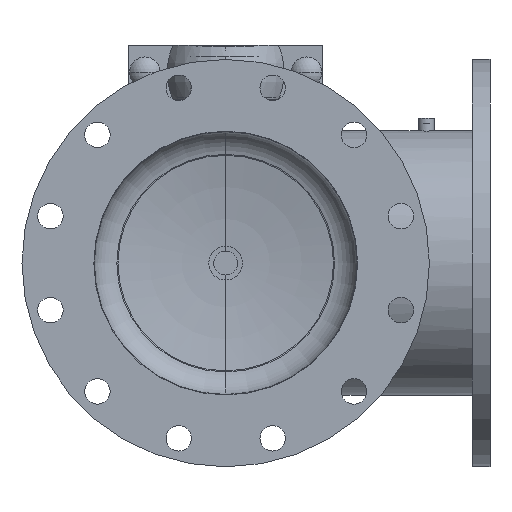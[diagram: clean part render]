
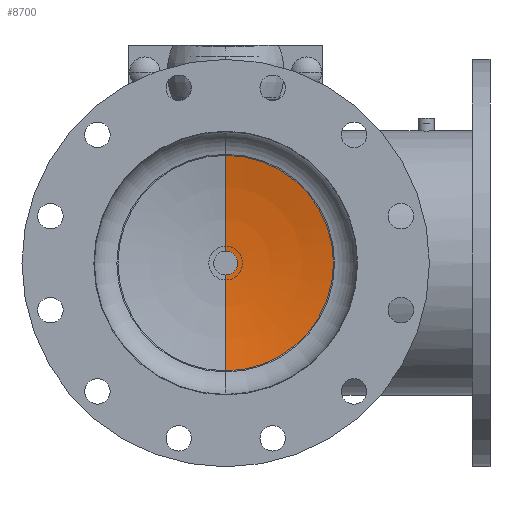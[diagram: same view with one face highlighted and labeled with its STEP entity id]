
A CAD part, front view. The second image highlights one B-rep face of the part: STEP entity #8700.
In plain terms, the highlighted toroidal (fillet/blend) face has major radius 0.201 mm and minor radius 503 mm.
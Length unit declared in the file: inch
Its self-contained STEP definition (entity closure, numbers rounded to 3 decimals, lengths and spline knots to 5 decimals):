
#361 = CARTESIAN_POINT ( 'NONE',  ( 0., 49.7404, 4.23247 ) ) ;
#438 = AXIS2_PLACEMENT_3D ( 'NONE', #8977, #4951, #3198 ) ;
#682 = VERTEX_POINT ( 'NONE', #4783 ) ;
#1245 = CIRCLE ( 'NONE', #9048, 4.23247 ) ;
#1384 = CIRCLE ( 'NONE', #8179, 0.46815 ) ;
#1406 = VERTEX_POINT ( 'NONE', #361 ) ;
#1580 = DIRECTION ( 'NONE',  ( 0., 0., -1. ) ) ;
#1749 = CARTESIAN_POINT ( 'NONE',  ( 0., 49.7404, 0. ) ) ;
#1843 = DIRECTION ( 'NONE',  ( 0., -1., 0. ) ) ;
#1958 = CARTESIAN_POINT ( 'NONE',  ( 0., 30.39311, 0.0079 ) ) ;
#2288 = EDGE_LOOP ( 'NONE', ( #4301, #5882, #7027, #6357 ) ) ;
#2573 = DIRECTION ( 'NONE',  ( 0., -1., 0. ) ) ;
#2863 = EDGE_CURVE ( 'NONE', #3852, #682, #1384, .T. ) ;
#2962 = AXIS2_PLACEMENT_3D ( 'NONE', #10012, #1843, #6710 ) ;
#2990 = TOROIDAL_SURFACE ( 'NONE', #2962, 0.0079, 19.80315 ) ;
#3121 = CARTESIAN_POINT ( 'NONE',  ( 0., 50.19091, 0. ) ) ;
#3198 = DIRECTION ( 'NONE',  ( 0., 0., 1. ) ) ;
#3308 = EDGE_CURVE ( 'NONE', #3852, #8410, #7914, .T. ) ;
#3617 = FACE_OUTER_BOUND ( 'NONE', #2288, .T. ) ;
#3852 = VERTEX_POINT ( 'NONE', #8223 ) ;
#4148 = DIRECTION ( 'NONE',  ( 0., 0., -1. ) ) ;
#4301 = ORIENTED_EDGE ( 'NONE', *, *, #6526, .F. ) ;
#4710 = EDGE_CURVE ( 'NONE', #8410, #1406, #1245, .T. ) ;
#4766 = DIRECTION ( 'NONE',  ( 0., -1., 0. ) ) ;
#4783 = CARTESIAN_POINT ( 'NONE',  ( 0., 50.19091, 0.46815 ) ) ;
#4951 = DIRECTION ( 'NONE',  ( -1., 0., 0. ) ) ;
#5347 = AXIS2_PLACEMENT_3D ( 'NONE', #1958, #5969, #8347 ) ;
#5814 = CARTESIAN_POINT ( 'NONE',  ( 0., 49.7404, -4.23247 ) ) ;
#5882 = ORIENTED_EDGE ( 'NONE', *, *, #2863, .F. ) ;
#5969 = DIRECTION ( 'NONE',  ( 1., 0., 0. ) ) ;
#6357 = ORIENTED_EDGE ( 'NONE', *, *, #4710, .T. ) ;
#6526 = EDGE_CURVE ( 'NONE', #682, #1406, #9015, .T. ) ;
#6710 = DIRECTION ( 'NONE',  ( 0., 0., -1. ) ) ;
#7027 = ORIENTED_EDGE ( 'NONE', *, *, #3308, .T. ) ;
#7914 = CIRCLE ( 'NONE', #438, 19.80315 ) ;
#8179 = AXIS2_PLACEMENT_3D ( 'NONE', #3121, #4766, #1580 ) ;
#8223 = CARTESIAN_POINT ( 'NONE',  ( 0., 50.19091, -0.46815 ) ) ;
#8347 = DIRECTION ( 'NONE',  ( 0., 0., -1. ) ) ;
#8410 = VERTEX_POINT ( 'NONE', #5814 ) ;
#8700 = ADVANCED_FACE ( 'NONE', ( #3617 ), #2990, .F. ) ;
#8977 = CARTESIAN_POINT ( 'NONE',  ( 0., 30.39311, -0.0079 ) ) ;
#9015 = CIRCLE ( 'NONE', #5347, 19.80315 ) ;
#9048 = AXIS2_PLACEMENT_3D ( 'NONE', #1749, #2573, #4148 ) ;
#10012 = CARTESIAN_POINT ( 'NONE',  ( 0., 30.39311, 0. ) ) ;
